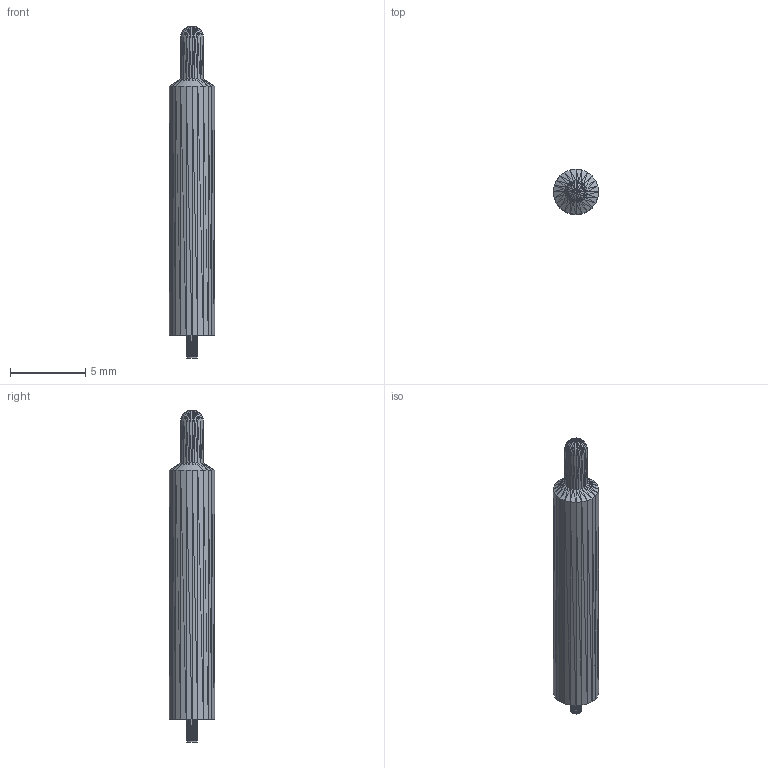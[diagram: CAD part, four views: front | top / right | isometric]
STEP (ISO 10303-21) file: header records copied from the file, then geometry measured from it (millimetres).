
FILE_DESCRIPTION(('faceted STEP generated by ChatGPT'),'2;1');
FILE_NAME('pogo_pin_22mm.step','2026-02-12T16:36:08Z',('ChatGPT'),(''),'ChatGPT','ChatGPT','');
FILE_SCHEMA(('AUTOMOTIVE_DESIGN_CC2'));
Length unit declared in the file: millimetre
Products named in the file (1): Pogo_Pin_22mm
Bounding box: 3 x 3 x 22 mm (x, y, z)
Volume: 123.6 mm3; surface area: 188.1 mm2
Topology: 1 solids, 1 shells, 960 faces, 1440 edges, 482 vertices
Faces by surface type: plane 960
Entity records: 7219 total; most frequent: DIRECTION 1922, AXIS2_PLACEMENT_3D 961, PLANE 960, POLY_LOOP 960, FACE_OUTER_BOUND 960, ADVANCED_FACE 960, CARTESIAN_POINT 483, APPLICATION_CONTEXT 1
